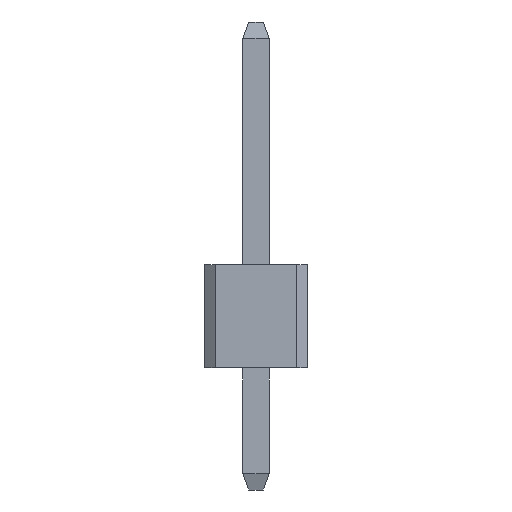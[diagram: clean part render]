
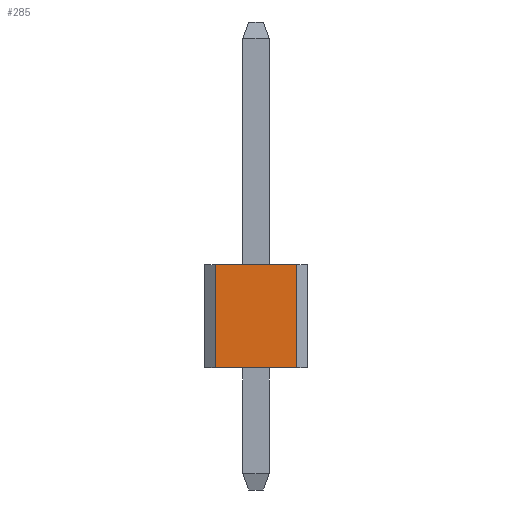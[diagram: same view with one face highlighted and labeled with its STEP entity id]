
A CAD part, front view. The second image highlights one B-rep face of the part: STEP entity #285.
In plain terms, the highlighted planar face has unit normal (0, -1, 0).
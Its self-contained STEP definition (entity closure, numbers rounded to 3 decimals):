
#16 = EDGE_CURVE ( 'NONE', #522, #288, #957, .T. ) ;
#32 = CARTESIAN_POINT ( 'NONE',  ( -1., -1.27, 3. ) ) ;
#104 = CARTESIAN_POINT ( 'NONE',  ( 1., -1.27, 3. ) ) ;
#131 = DIRECTION ( 'NONE',  ( 0., 0., -1. ) ) ;
#175 = ORIENTED_EDGE ( 'NONE', *, *, #16, .T. ) ;
#218 = CARTESIAN_POINT ( 'NONE',  ( -1., -1.27, 5.54 ) ) ;
#222 = VECTOR ( 'NONE', #1007, 1000. ) ;
#274 = PLANE ( 'NONE',  #447 ) ;
#285 = ADVANCED_FACE ( 'NONE', ( #1198 ), #274, .T. ) ;
#288 = VERTEX_POINT ( 'NONE', #581 ) ;
#417 = VECTOR ( 'NONE', #1072, 1000. ) ;
#426 = EDGE_CURVE ( 'NONE', #841, #522, #488, .T. ) ;
#441 = CARTESIAN_POINT ( 'NONE',  ( -1., -1.27, 5.54 ) ) ;
#447 = AXIS2_PLACEMENT_3D ( 'NONE', #897, #1316, #1104 ) ;
#488 = LINE ( 'NONE', #809, #1090 ) ;
#522 = VERTEX_POINT ( 'NONE', #441 ) ;
#538 = ORIENTED_EDGE ( 'NONE', *, *, #426, .T. ) ;
#553 = VERTEX_POINT ( 'NONE', #104 ) ;
#581 = CARTESIAN_POINT ( 'NONE',  ( -1., -1.27, 3. ) ) ;
#722 = CARTESIAN_POINT ( 'NONE',  ( 1., -1.27, 5.54 ) ) ;
#809 = CARTESIAN_POINT ( 'NONE',  ( -1., -1.27, 5.54 ) ) ;
#841 = VERTEX_POINT ( 'NONE', #722 ) ;
#872 = LINE ( 'NONE', #1304, #222 ) ;
#897 = CARTESIAN_POINT ( 'NONE',  ( -1., -1.27, 5.54 ) ) ;
#957 = LINE ( 'NONE', #218, #1068 ) ;
#962 = EDGE_CURVE ( 'NONE', #553, #288, #1164, .T. ) ;
#1007 = DIRECTION ( 'NONE',  ( 0., 0., -1. ) ) ;
#1011 = ORIENTED_EDGE ( 'NONE', *, *, #962, .F. ) ;
#1068 = VECTOR ( 'NONE', #131, 1000. ) ;
#1072 = DIRECTION ( 'NONE',  ( -1., 0., 0. ) ) ;
#1090 = VECTOR ( 'NONE', #1226, 1000. ) ;
#1095 = EDGE_CURVE ( 'NONE', #841, #553, #872, .T. ) ;
#1104 = DIRECTION ( 'NONE',  ( 0., 0., -1. ) ) ;
#1164 = LINE ( 'NONE', #32, #417 ) ;
#1198 = FACE_OUTER_BOUND ( 'NONE', #1290, .T. ) ;
#1226 = DIRECTION ( 'NONE',  ( -1., 0., 0. ) ) ;
#1290 = EDGE_LOOP ( 'NONE', ( #1011, #1345, #538, #175 ) ) ;
#1304 = CARTESIAN_POINT ( 'NONE',  ( 1., -1.27, 5.54 ) ) ;
#1316 = DIRECTION ( 'NONE',  ( 0., -1., 0. ) ) ;
#1345 = ORIENTED_EDGE ( 'NONE', *, *, #1095, .F. ) ;
